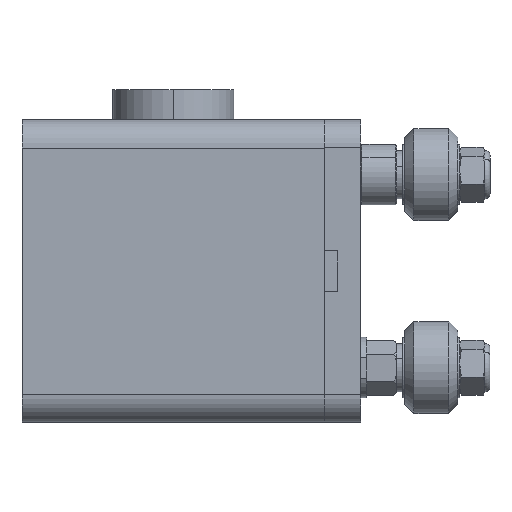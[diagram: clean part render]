
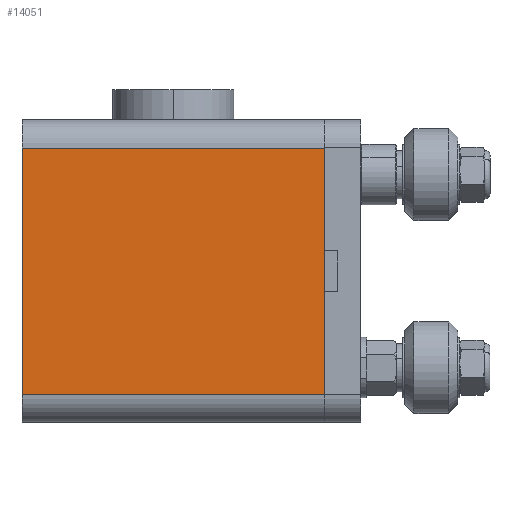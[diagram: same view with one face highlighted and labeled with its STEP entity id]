
A CAD part, left-side view. The second image highlights one B-rep face of the part: STEP entity #14051.
In plain terms, the highlighted planar face has unit normal (-1, 0, 0).
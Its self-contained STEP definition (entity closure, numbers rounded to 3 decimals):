
#307 = DIRECTION ( 'NONE',  ( 0., 0., 1. ) ) ;
#922 = PLANE ( 'NONE',  #11255 ) ;
#1429 = EDGE_CURVE ( 'NONE', #7159, #15689, #4371, .T. ) ;
#2506 = EDGE_CURVE ( 'NONE', #16143, #17216, #6370, .T. ) ;
#2608 = EDGE_CURVE ( 'NONE', #17216, #7159, #13733, .T. ) ;
#2616 = CARTESIAN_POINT ( 'NONE',  ( -1.497, 84.997, 13.812 ) ) ;
#3285 = LINE ( 'NONE', #7392, #7479 ) ;
#4304 = VECTOR ( 'NONE', #12554, 1000. ) ;
#4371 = LINE ( 'NONE', #8471, #4304 ) ;
#5019 = CARTESIAN_POINT ( 'NONE',  ( -1.497, 34.997, 59.172 ) ) ;
#5557 = CARTESIAN_POINT ( 'NONE',  ( -1.497, 34.997, 13.812 ) ) ;
#6134 = DIRECTION ( 'NONE',  ( 0., 0., 1. ) ) ;
#6370 = LINE ( 'NONE', #10715, #13078 ) ;
#7159 = VERTEX_POINT ( 'NONE', #5019 ) ;
#7392 = CARTESIAN_POINT ( 'NONE',  ( -1.497, 84.997, 13.812 ) ) ;
#7479 = VECTOR ( 'NONE', #6134, 1000. ) ;
#7642 = EDGE_LOOP ( 'NONE', ( #9860, #7892, #15095, #9676 ) ) ;
#7892 = ORIENTED_EDGE ( 'NONE', *, *, #2506, .T. ) ;
#7948 = DIRECTION ( 'NONE',  ( 1., 0., 0. ) ) ;
#7964 = CARTESIAN_POINT ( 'NONE',  ( -1.497, 84.997, 18.452 ) ) ;
#8471 = CARTESIAN_POINT ( 'NONE',  ( -1.497, 84.997, 59.172 ) ) ;
#8559 = VECTOR ( 'NONE', #307, 1000. ) ;
#8790 = CARTESIAN_POINT ( 'NONE',  ( -1.497, 34.997, 18.452 ) ) ;
#9394 = DIRECTION ( 'NONE',  ( 0., -1., 0. ) ) ;
#9676 = ORIENTED_EDGE ( 'NONE', *, *, #1429, .T. ) ;
#9860 = ORIENTED_EDGE ( 'NONE', *, *, #16795, .F. ) ;
#10715 = CARTESIAN_POINT ( 'NONE',  ( -1.497, 84.997, 18.452 ) ) ;
#11255 = AXIS2_PLACEMENT_3D ( 'NONE', #2616, #7948, #16112 ) ;
#12554 = DIRECTION ( 'NONE',  ( 0., 1., 0. ) ) ;
#13078 = VECTOR ( 'NONE', #9394, 1000. ) ;
#13319 = CARTESIAN_POINT ( 'NONE',  ( -1.497, 84.997, 59.172 ) ) ;
#13733 = LINE ( 'NONE', #5557, #8559 ) ;
#14051 = ADVANCED_FACE ( 'NONE', ( #15942 ), #922, .F. ) ;
#15095 = ORIENTED_EDGE ( 'NONE', *, *, #2608, .T. ) ;
#15689 = VERTEX_POINT ( 'NONE', #13319 ) ;
#15942 = FACE_OUTER_BOUND ( 'NONE', #7642, .T. ) ;
#16112 = DIRECTION ( 'NONE',  ( 0., 0., -1. ) ) ;
#16143 = VERTEX_POINT ( 'NONE', #7964 ) ;
#16795 = EDGE_CURVE ( 'NONE', #16143, #15689, #3285, .T. ) ;
#17216 = VERTEX_POINT ( 'NONE', #8790 ) ;
